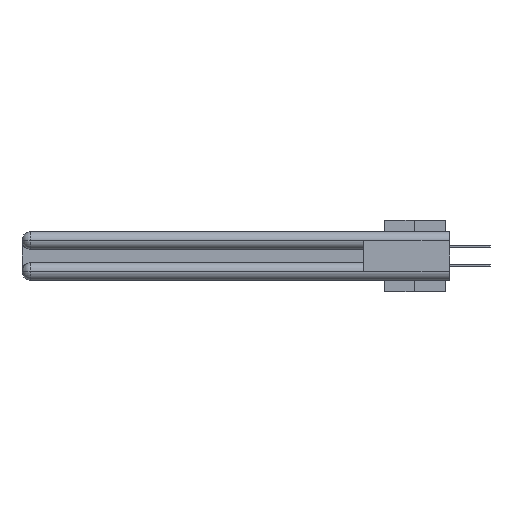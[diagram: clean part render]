
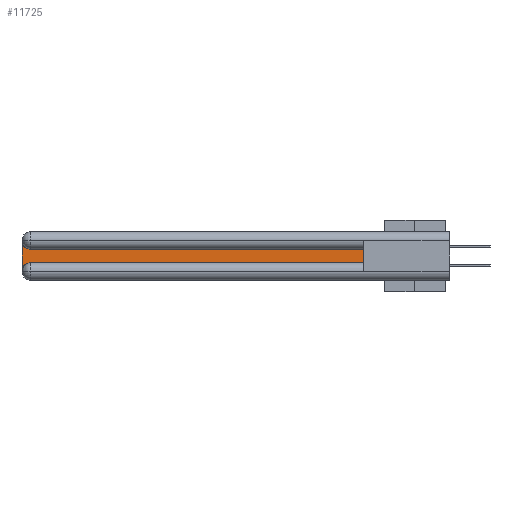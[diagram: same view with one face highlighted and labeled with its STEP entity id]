
A CAD part, left-side view. The second image highlights one B-rep face of the part: STEP entity #11725.
In plain terms, the highlighted planar face has unit normal (-1, 0, 0).
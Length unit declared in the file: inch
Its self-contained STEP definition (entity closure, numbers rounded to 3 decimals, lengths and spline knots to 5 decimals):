
#89 = DIRECTION ( 'NONE',  ( 0., -1., 0. ) ) ;
#187 = LINE ( 'NONE', #23197, #25839 ) ;
#365 = CARTESIAN_POINT ( 'NONE',  ( 0.075, 0.6, -0.2175 ) ) ;
#665 = VECTOR ( 'NONE', #17095, 39.37008 ) ;
#709 = LINE ( 'NONE', #31447, #24178 ) ;
#1406 = VERTEX_POINT ( 'NONE', #24748 ) ;
#1416 = ORIENTED_EDGE ( 'NONE', *, *, #28311, .T. ) ;
#1830 = EDGE_CURVE ( 'NONE', #1406, #24391, #24419, .T. ) ;
#5088 = EDGE_CURVE ( 'NONE', #13769, #12621, #709, .T. ) ;
#6286 = CARTESIAN_POINT ( 'NONE',  ( 0.075, 3., -0.1225 ) ) ;
#6586 = CARTESIAN_POINT ( 'NONE',  ( 0.075, 3., -0.0625 ) ) ;
#6936 = EDGE_LOOP ( 'NONE', ( #1416, #23037, #17471, #10679, #19574, #12432 ) ) ;
#9023 = DIRECTION ( 'NONE',  ( 0., 1., 0. ) ) ;
#9152 = DIRECTION ( 'NONE',  ( 1., 0., 0. ) ) ;
#9935 = VERTEX_POINT ( 'NONE', #20158 ) ;
#10514 = EDGE_CURVE ( 'NONE', #12621, #16032, #25028, .T. ) ;
#10679 = ORIENTED_EDGE ( 'NONE', *, *, #12779, .T. ) ;
#11725 = ADVANCED_FACE ( 'NONE', ( #34608 ), #31936, .F. ) ;
#11860 = DIRECTION ( 'NONE',  ( 1., 0., 0. ) ) ;
#12432 = ORIENTED_EDGE ( 'NONE', *, *, #10514, .T. ) ;
#12601 = CARTESIAN_POINT ( 'NONE',  ( 0.075, 2.94, -0.0625 ) ) ;
#12621 = VERTEX_POINT ( 'NONE', #365 ) ;
#12779 = EDGE_CURVE ( 'NONE', #9935, #13769, #34100, .T. ) ;
#13769 = VERTEX_POINT ( 'NONE', #31163 ) ;
#14079 = DIRECTION ( 'NONE',  ( 0., 0., -1. ) ) ;
#14199 = CARTESIAN_POINT ( 'NONE',  ( 0.075, 3., -0.2175 ) ) ;
#15307 = DIRECTION ( 'NONE',  ( 0., 0., -1. ) ) ;
#16032 = VERTEX_POINT ( 'NONE', #31341 ) ;
#17095 = DIRECTION ( 'NONE',  ( 0., 0., 1. ) ) ;
#17406 = DIRECTION ( 'NONE',  ( 0., 0., -1. ) ) ;
#17471 = ORIENTED_EDGE ( 'NONE', *, *, #20061, .T. ) ;
#18856 = VECTOR ( 'NONE', #14079, 39.37008 ) ;
#19574 = ORIENTED_EDGE ( 'NONE', *, *, #5088, .T. ) ;
#20061 = EDGE_CURVE ( 'NONE', #24391, #9935, #35636, .T. ) ;
#20158 = CARTESIAN_POINT ( 'NONE',  ( 0.075, 3., -0.2775 ) ) ;
#23037 = ORIENTED_EDGE ( 'NONE', *, *, #1830, .T. ) ;
#23197 = CARTESIAN_POINT ( 'NONE',  ( 0.075, 0.6, -0.1225 ) ) ;
#23861 = AXIS2_PLACEMENT_3D ( 'NONE', #34316, #9152, #17406 ) ;
#24178 = VECTOR ( 'NONE', #89, 39.37008 ) ;
#24391 = VERTEX_POINT ( 'NONE', #6586 ) ;
#24419 = CIRCLE ( 'NONE', #27659, 0.06 ) ;
#24748 = CARTESIAN_POINT ( 'NONE',  ( 0.075, 2.94, -0.1225 ) ) ;
#25028 = LINE ( 'NONE', #33890, #665 ) ;
#25839 = VECTOR ( 'NONE', #9023, 39.37008 ) ;
#27659 = AXIS2_PLACEMENT_3D ( 'NONE', #12601, #32303, #15307 ) ;
#27857 = AXIS2_PLACEMENT_3D ( 'NONE', #6286, #11860, #28863 ) ;
#28311 = EDGE_CURVE ( 'NONE', #16032, #1406, #187, .T. ) ;
#28863 = DIRECTION ( 'NONE',  ( 0., 0., -1. ) ) ;
#31163 = CARTESIAN_POINT ( 'NONE',  ( 0.075, 2.94, -0.2175 ) ) ;
#31341 = CARTESIAN_POINT ( 'NONE',  ( 0.075, 0.6, -0.1225 ) ) ;
#31447 = CARTESIAN_POINT ( 'NONE',  ( 0.075, 0.6, -0.2175 ) ) ;
#31936 = PLANE ( 'NONE',  #27857 ) ;
#32303 = DIRECTION ( 'NONE',  ( 1., 0., 0. ) ) ;
#33890 = CARTESIAN_POINT ( 'NONE',  ( 0.075, 0.6, -0.2175 ) ) ;
#34100 = CIRCLE ( 'NONE', #23861, 0.06 ) ;
#34316 = CARTESIAN_POINT ( 'NONE',  ( 0.075, 2.94, -0.2775 ) ) ;
#34608 = FACE_OUTER_BOUND ( 'NONE', #6936, .T. ) ;
#35636 = LINE ( 'NONE', #14199, #18856 ) ;
